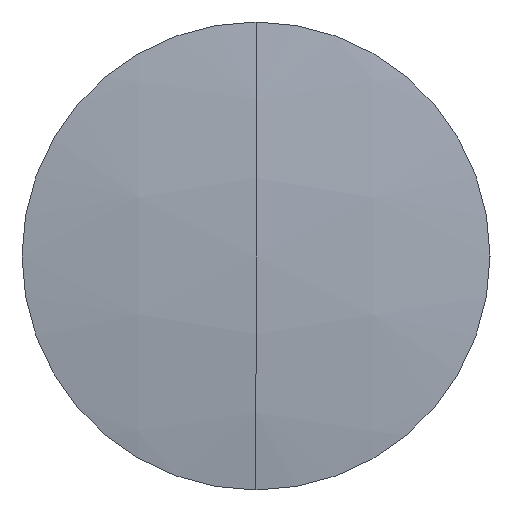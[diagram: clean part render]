
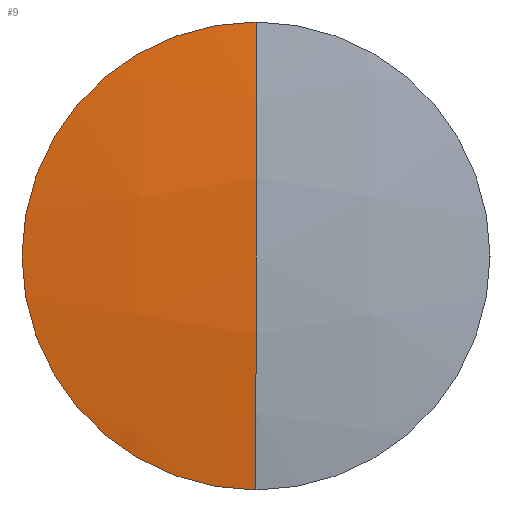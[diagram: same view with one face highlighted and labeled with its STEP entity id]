
A CAD part, left-side view. The second image highlights one B-rep face of the part: STEP entity #9.
In plain terms, the highlighted spherical face has radius 100.321 mm.
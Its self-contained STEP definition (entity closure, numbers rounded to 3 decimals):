
#9 = ADVANCED_FACE ( 'NONE', ( #296 ), #241, .T. ) ;
#14 = CARTESIAN_POINT ( 'NONE',  ( 351.923, 0., 0. ) ) ;
#17 = VERTEX_POINT ( 'NONE', #179 ) ;
#18 = DIRECTION ( 'NONE',  ( 0., 0., 1. ) ) ;
#46 = AXIS2_PLACEMENT_3D ( 'NONE', #206, #289, #120 ) ;
#50 = CIRCLE ( 'NONE', #338, 100.321 ) ;
#56 = CARTESIAN_POINT ( 'NONE',  ( 251.602, 0., 0. ) ) ;
#73 = EDGE_LOOP ( 'NONE', ( #336, #87, #99 ) ) ;
#75 = DIRECTION ( 'NONE',  ( -1., 0., 0. ) ) ;
#81 = CARTESIAN_POINT ( 'NONE',  ( 351.923, 0., 0. ) ) ;
#87 = ORIENTED_EDGE ( 'NONE', *, *, #112, .T. ) ;
#99 = ORIENTED_EDGE ( 'NONE', *, *, #108, .F. ) ;
#108 = EDGE_CURVE ( 'NONE', #17, #227, #185, .T. ) ;
#112 = EDGE_CURVE ( 'NONE', #160, #227, #50, .T. ) ;
#120 = DIRECTION ( 'NONE',  ( 0., 0., -1. ) ) ;
#139 = CIRCLE ( 'NONE', #204, 15.75 ) ;
#156 = DIRECTION ( 'NONE',  ( 0., 1., 0. ) ) ;
#160 = VERTEX_POINT ( 'NONE', #337 ) ;
#162 = CARTESIAN_POINT ( 'NONE',  ( 252.846, 0., 0. ) ) ;
#171 = DIRECTION ( 'NONE',  ( 0., 0., 1. ) ) ;
#179 = CARTESIAN_POINT ( 'NONE',  ( 252.846, 0., 15.75 ) ) ;
#185 = CIRCLE ( 'NONE', #46, 100.321 ) ;
#192 = DIRECTION ( 'NONE',  ( 0., 1., 0. ) ) ;
#204 = AXIS2_PLACEMENT_3D ( 'NONE', #162, #75, #252 ) ;
#206 = CARTESIAN_POINT ( 'NONE',  ( 351.923, 0., 0. ) ) ;
#212 = AXIS2_PLACEMENT_3D ( 'NONE', #14, #156, #18 ) ;
#227 = VERTEX_POINT ( 'NONE', #56 ) ;
#241 = SPHERICAL_SURFACE ( 'NONE', #212, 100.321 ) ;
#252 = DIRECTION ( 'NONE',  ( 0., 0., 1. ) ) ;
#272 = EDGE_CURVE ( 'NONE', #17, #160, #139, .T. ) ;
#289 = DIRECTION ( 'NONE',  ( 0., -1., 0. ) ) ;
#296 = FACE_OUTER_BOUND ( 'NONE', #73, .T. ) ;
#336 = ORIENTED_EDGE ( 'NONE', *, *, #272, .T. ) ;
#337 = CARTESIAN_POINT ( 'NONE',  ( 252.846, 0., -15.75 ) ) ;
#338 = AXIS2_PLACEMENT_3D ( 'NONE', #81, #192, #171 ) ;
